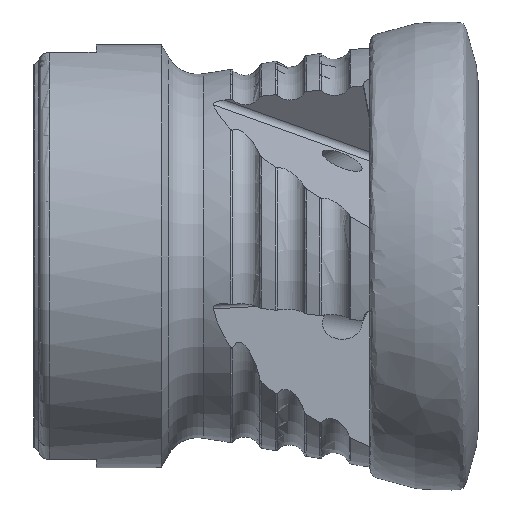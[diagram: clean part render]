
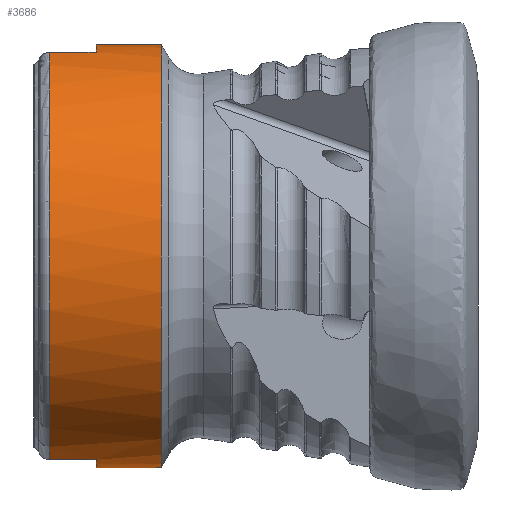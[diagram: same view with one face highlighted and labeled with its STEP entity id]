
A CAD part, front view. The second image highlights one B-rep face of the part: STEP entity #3686.
In plain terms, the highlighted cylindrical face has radius 19 mm (diameter 38 mm), a full revolution.
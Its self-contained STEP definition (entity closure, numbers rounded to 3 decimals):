
#116 = EDGE_CURVE ( 'NONE', #6344, #5377, #4654, .T. ) ;
#272 = FACE_OUTER_BOUND ( 'NONE', #4669, .T. ) ;
#317 = VECTOR ( 'NONE', #3106, 1000. ) ;
#583 = LINE ( 'NONE', #6603, #8260 ) ;
#605 = ORIENTED_EDGE ( 'NONE', *, *, #6829, .T. ) ;
#745 = VERTEX_POINT ( 'NONE', #5579 ) ;
#772 = CARTESIAN_POINT ( 'NONE',  ( -33.4, -5.154, -18.288 ) ) ;
#876 = CIRCLE ( 'NONE', #1203, 19. ) ;
#985 = VERTEX_POINT ( 'NONE', #6758 ) ;
#1029 = EDGE_LOOP ( 'NONE', ( #2731 ) ) ;
#1199 = ORIENTED_EDGE ( 'NONE', *, *, #4000, .F. ) ;
#1203 = AXIS2_PLACEMENT_3D ( 'NONE', #2701, #2685, #2674 ) ;
#1267 = CARTESIAN_POINT ( 'NONE',  ( -37.55, 5.154, 18.288 ) ) ;
#1410 = CARTESIAN_POINT ( 'NONE',  ( -33.4, 5.154, 18.288 ) ) ;
#1553 = ORIENTED_EDGE ( 'NONE', *, *, #4693, .T. ) ;
#1626 = AXIS2_PLACEMENT_3D ( 'NONE', #2404, #2373, #2334 ) ;
#1740 = CARTESIAN_POINT ( 'NONE',  ( -37.55, -5.154, 18.288 ) ) ;
#1741 = VERTEX_POINT ( 'NONE', #1267 ) ;
#1790 = CYLINDRICAL_SURFACE ( 'NONE', #3480, 19. ) ;
#1923 = VERTEX_POINT ( 'NONE', #772 ) ;
#2081 = CIRCLE ( 'NONE', #1626, 19. ) ;
#2334 = DIRECTION ( 'NONE',  ( 0., 0., -1. ) ) ;
#2336 = LINE ( 'NONE', #5996, #317 ) ;
#2373 = DIRECTION ( 'NONE',  ( 1., 0., 0. ) ) ;
#2404 = CARTESIAN_POINT ( 'NONE',  ( -37.55, 0., 0. ) ) ;
#2517 = VERTEX_POINT ( 'NONE', #6952 ) ;
#2565 = VECTOR ( 'NONE', #3499, 1000. ) ;
#2674 = DIRECTION ( 'NONE',  ( 0., 0., -1. ) ) ;
#2685 = DIRECTION ( 'NONE',  ( -1., 0., 0. ) ) ;
#2701 = CARTESIAN_POINT ( 'NONE',  ( -33.4, 0., 0. ) ) ;
#2713 = CIRCLE ( 'NONE', #3646, 19. ) ;
#2731 = ORIENTED_EDGE ( 'NONE', *, *, #6993, .F. ) ;
#2959 = EDGE_CURVE ( 'NONE', #7396, #1923, #5230, .T. ) ;
#3106 = DIRECTION ( 'NONE',  ( 1., 0., 0. ) ) ;
#3284 = AXIS2_PLACEMENT_3D ( 'NONE', #9178, #9166, #9159 ) ;
#3480 = AXIS2_PLACEMENT_3D ( 'NONE', #6858, #6899, #7515 ) ;
#3499 = DIRECTION ( 'NONE',  ( -1., 0., 0. ) ) ;
#3516 = CARTESIAN_POINT ( 'NONE',  ( 0., -5.154, 18.288 ) ) ;
#3646 = AXIS2_PLACEMENT_3D ( 'NONE', #6520, #6508, #6498 ) ;
#3686 = ADVANCED_FACE ( 'Fl�che8', ( #272, #7732 ), #1790, .T. ) ;
#3961 = CIRCLE ( 'NONE', #3284, 19. ) ;
#4000 = EDGE_CURVE ( 'NONE', #6344, #9403, #876, .T. ) ;
#4654 = LINE ( 'NONE', #3516, #2565 ) ;
#4669 = EDGE_LOOP ( 'NONE', ( #5292, #8601, #1199, #8991, #1553, #8372, #8716, #605 ) ) ;
#4693 = EDGE_CURVE ( 'NONE', #5377, #7396, #6736, .T. ) ;
#4988 = VECTOR ( 'NONE', #8444, 1000. ) ;
#5230 = LINE ( 'NONE', #7718, #4988 ) ;
#5292 = ORIENTED_EDGE ( 'NONE', *, *, #8116, .T. ) ;
#5377 = VERTEX_POINT ( 'NONE', #1740 ) ;
#5579 = CARTESIAN_POINT ( 'NONE',  ( -37.55, 5.154, -18.288 ) ) ;
#5628 = AXIS2_PLACEMENT_3D ( 'NONE', #6327, #6315, #6336 ) ;
#5996 = CARTESIAN_POINT ( 'NONE',  ( 0., 5.154, 18.288 ) ) ;
#6315 = DIRECTION ( 'NONE',  ( 1., 0., 0. ) ) ;
#6327 = CARTESIAN_POINT ( 'NONE',  ( -37.55, 0., 0. ) ) ;
#6328 = DIRECTION ( 'NONE',  ( -1., 0., 0. ) ) ;
#6336 = DIRECTION ( 'NONE',  ( 0., 0., -1. ) ) ;
#6344 = VERTEX_POINT ( 'NONE', #6491 ) ;
#6491 = CARTESIAN_POINT ( 'NONE',  ( -33.4, -5.154, 18.288 ) ) ;
#6498 = DIRECTION ( 'NONE',  ( 0., 0., -1. ) ) ;
#6508 = DIRECTION ( 'NONE',  ( -1., 0., 0. ) ) ;
#6520 = CARTESIAN_POINT ( 'NONE',  ( -33.4, 0., 0. ) ) ;
#6603 = CARTESIAN_POINT ( 'NONE',  ( 0., 5.154, -18.288 ) ) ;
#6736 = CIRCLE ( 'NONE', #5628, 19. ) ;
#6758 = CARTESIAN_POINT ( 'NONE',  ( -33.4, 5.154, -18.288 ) ) ;
#6782 = CARTESIAN_POINT ( 'NONE',  ( -37.55, -5.154, -18.288 ) ) ;
#6829 = EDGE_CURVE ( 'NONE', #985, #745, #583, .T. ) ;
#6858 = CARTESIAN_POINT ( 'NONE',  ( 0., 0., 0. ) ) ;
#6883 = EDGE_CURVE ( 'NONE', #1741, #9403, #2336, .T. ) ;
#6899 = DIRECTION ( 'NONE',  ( 1., 0., 0. ) ) ;
#6952 = CARTESIAN_POINT ( 'NONE',  ( -27.55, 0., -19. ) ) ;
#6993 = EDGE_CURVE ( 'NONE', #2517, #2517, #3961, .T. ) ;
#7396 = VERTEX_POINT ( 'NONE', #6782 ) ;
#7437 = EDGE_CURVE ( 'NONE', #985, #1923, #2713, .T. ) ;
#7515 = DIRECTION ( 'NONE',  ( 0., 0., -1. ) ) ;
#7718 = CARTESIAN_POINT ( 'NONE',  ( 0., -5.154, -18.288 ) ) ;
#7732 = FACE_OUTER_BOUND ( 'NONE', #1029, .T. ) ;
#8116 = EDGE_CURVE ( 'NONE', #745, #1741, #2081, .T. ) ;
#8260 = VECTOR ( 'NONE', #6328, 1000. ) ;
#8372 = ORIENTED_EDGE ( 'NONE', *, *, #2959, .T. ) ;
#8444 = DIRECTION ( 'NONE',  ( 1., 0., 0. ) ) ;
#8601 = ORIENTED_EDGE ( 'NONE', *, *, #6883, .T. ) ;
#8716 = ORIENTED_EDGE ( 'NONE', *, *, #7437, .F. ) ;
#8991 = ORIENTED_EDGE ( 'NONE', *, *, #116, .T. ) ;
#9159 = DIRECTION ( 'NONE',  ( 0., 0., -1. ) ) ;
#9166 = DIRECTION ( 'NONE',  ( 1., 0., 0. ) ) ;
#9178 = CARTESIAN_POINT ( 'NONE',  ( -27.55, 0., 0. ) ) ;
#9403 = VERTEX_POINT ( 'NONE', #1410 ) ;
